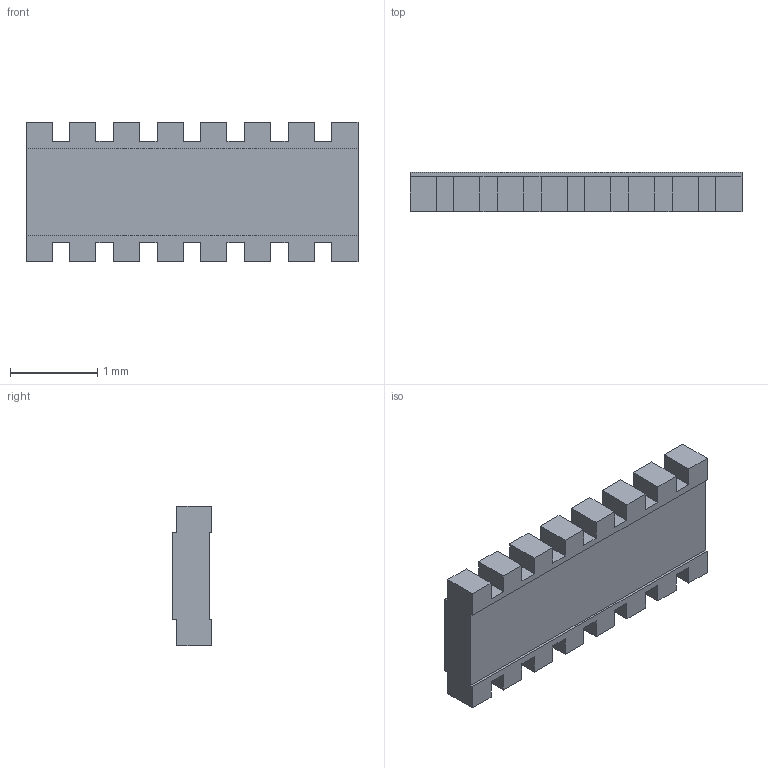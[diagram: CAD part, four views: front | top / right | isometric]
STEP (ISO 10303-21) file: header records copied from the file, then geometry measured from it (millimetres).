
FILE_DESCRIPTION (( 'STEP AP214' ), '1' );
FILE_NAME ('Panasonic EXB2HV.STEP', '2022-10-01T20:15:26', ( '' ), ( '' ), 'SwSTEP 2.0', 'SolidWorks 2022', '' );
FILE_SCHEMA (( 'AUTOMOTIVE_DESIGN' ));
Length unit declared in the file: millimetre
Products named in the file (1): Panasonic EXB2HV
Bounding box: 3.8 x 0.45 x 1.6 mm (x, y, z)
Volume: 2.3 mm3; surface area: 18.4 mm2
Topology: 1 solids, 1 shells, 70 faces, 204 edges, 136 vertices
Faces by surface type: plane 70
Entity records: 2302 total; most frequent: CARTESIAN_POINT 411, ORIENTED_EDGE 408, DIRECTION 346, LINE 204, EDGE_CURVE 204, VECTOR 204, VERTEX_POINT 136, AXIS2_PLACEMENT_3D 71
